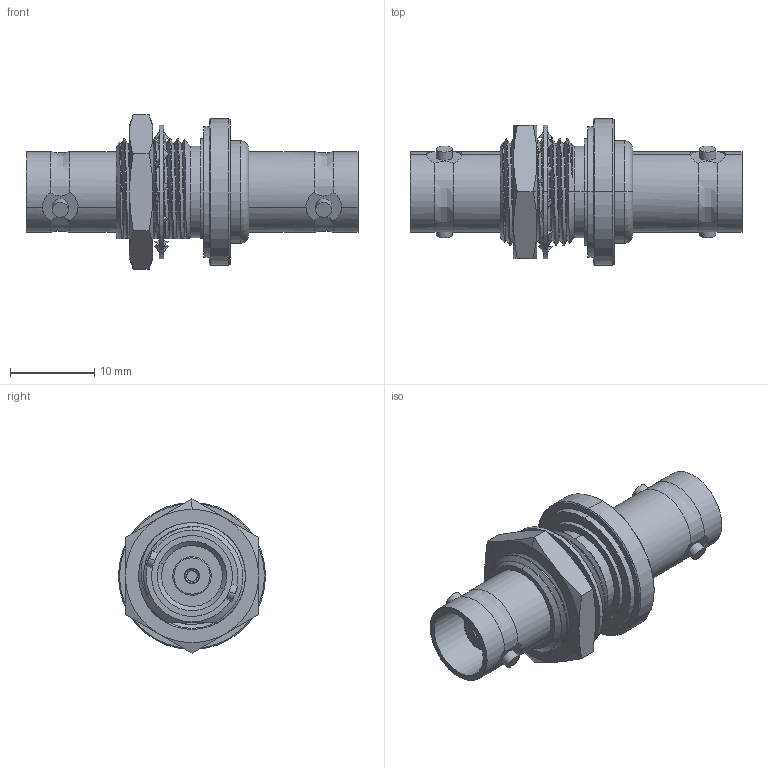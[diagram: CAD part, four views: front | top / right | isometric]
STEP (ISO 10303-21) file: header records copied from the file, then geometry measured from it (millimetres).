
FILE_DESCRIPTION (( 'STEP AP203' ), '1' );
FILE_NAME ('PE9093.step', '2018-04-19T16:28:41', ( '' ), ( '' ), 'SwSTEP 2.0', 'SolidWorks 2017', '' );
FILE_SCHEMA (( 'CONFIG_CONTROL_DESIGN' ));
Length unit declared in the file: inch
Products named in the file (1): PE9093
Bounding box: 39.5 x 17.5 x 18.33 mm (x, y, z)
Volume: 3276.4 mm3; surface area: 3939.4 mm2
Topology: 6 solids, 6 shells, 294 faces, 809 edges, 540 vertices
Faces by surface type: cylinder 91, plane 80, bspline 77, cone 40, torus 6
Entity records: 22583 total; most frequent: CARTESIAN_POINT 15647, ORIENTED_EDGE 1618, DIRECTION 1208, EDGE_CURVE 809, VERTEX_POINT 540, AXIS2_PLACEMENT_3D 462, EDGE_LOOP 317, ADVANCED_FACE 294
